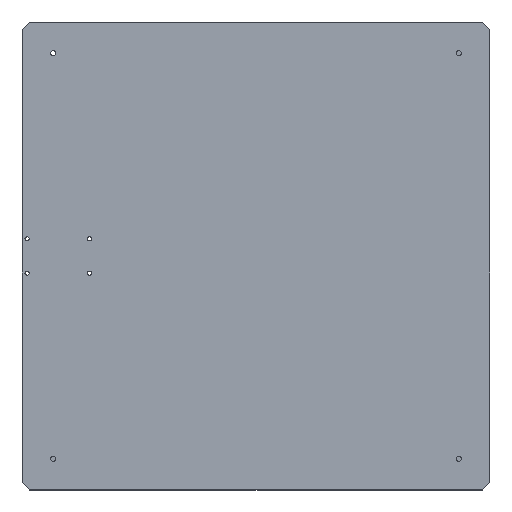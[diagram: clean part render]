
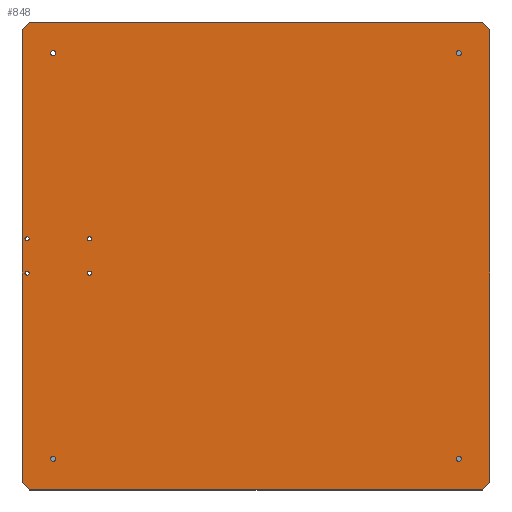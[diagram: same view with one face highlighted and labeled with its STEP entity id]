
A CAD part, top view. The second image highlights one B-rep face of the part: STEP entity #848.
In plain terms, the highlighted planar face has unit normal (0, 0, 1).
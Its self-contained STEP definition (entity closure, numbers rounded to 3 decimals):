
#87=FACE_BOUND('',#254,.T.);
#88=FACE_BOUND('',#255,.T.);
#89=FACE_BOUND('',#256,.T.);
#90=FACE_BOUND('',#257,.T.);
#91=FACE_BOUND('',#258,.T.);
#92=FACE_BOUND('',#259,.T.);
#93=FACE_BOUND('',#260,.T.);
#94=FACE_BOUND('',#261,.T.);
#95=FACE_BOUND('',#262,.T.);
#127=CIRCLE('',#916,1.621);
#128=CIRCLE('',#918,1.621);
#129=CIRCLE('',#920,1.621);
#130=CIRCLE('',#922,1.621);
#131=CIRCLE('',#924,1.35);
#132=CIRCLE('',#926,1.35);
#133=CIRCLE('',#928,1.35);
#134=CIRCLE('',#930,1.35);
#254=EDGE_LOOP('',(#688));
#255=EDGE_LOOP('',(#689));
#256=EDGE_LOOP('',(#690));
#257=EDGE_LOOP('',(#691));
#258=EDGE_LOOP('',(#692));
#259=EDGE_LOOP('',(#693));
#260=EDGE_LOOP('',(#694));
#261=EDGE_LOOP('',(#695,#696,#697,#698,#699,#700,#701,#702));
#262=EDGE_LOOP('',(#703));
#335=LINE('',#1344,#391);
#337=LINE('',#1372,#393);
#338=LINE('',#1374,#394);
#339=LINE('',#1376,#395);
#340=LINE('',#1378,#396);
#341=LINE('',#1380,#397);
#342=LINE('',#1382,#398);
#343=LINE('',#1383,#399);
#391=VECTOR('',#1077,290.);
#393=VECTOR('',#1113,7.071);
#394=VECTOR('',#1114,290.);
#395=VECTOR('',#1115,7.071);
#396=VECTOR('',#1116,290.);
#397=VECTOR('',#1117,7.071);
#398=VECTOR('',#1118,290.);
#399=VECTOR('',#1119,7.071);
#454=VERTEX_POINT('',#1341);
#455=VERTEX_POINT('',#1343);
#456=VERTEX_POINT('',#1347);
#457=VERTEX_POINT('',#1350);
#458=VERTEX_POINT('',#1353);
#459=VERTEX_POINT('',#1356);
#460=VERTEX_POINT('',#1359);
#461=VERTEX_POINT('',#1362);
#462=VERTEX_POINT('',#1365);
#463=VERTEX_POINT('',#1368);
#464=VERTEX_POINT('',#1371);
#465=VERTEX_POINT('',#1373);
#466=VERTEX_POINT('',#1375);
#467=VERTEX_POINT('',#1377);
#468=VERTEX_POINT('',#1379);
#469=VERTEX_POINT('',#1381);
#541=EDGE_CURVE('',#455,#454,#335,.T.);
#543=EDGE_CURVE('',#456,#456,#127,.T.);
#544=EDGE_CURVE('',#457,#457,#128,.T.);
#545=EDGE_CURVE('',#458,#458,#129,.T.);
#546=EDGE_CURVE('',#459,#459,#130,.T.);
#547=EDGE_CURVE('',#460,#460,#131,.T.);
#548=EDGE_CURVE('',#461,#461,#132,.T.);
#549=EDGE_CURVE('',#462,#462,#133,.T.);
#550=EDGE_CURVE('',#463,#463,#134,.T.);
#551=EDGE_CURVE('',#454,#464,#337,.T.);
#552=EDGE_CURVE('',#464,#465,#338,.T.);
#553=EDGE_CURVE('',#465,#466,#339,.T.);
#554=EDGE_CURVE('',#466,#467,#340,.T.);
#555=EDGE_CURVE('',#467,#468,#341,.T.);
#556=EDGE_CURVE('',#468,#469,#342,.T.);
#557=EDGE_CURVE('',#469,#455,#343,.T.);
#688=ORIENTED_EDGE('',*,*,#543,.T.);
#689=ORIENTED_EDGE('',*,*,#544,.T.);
#690=ORIENTED_EDGE('',*,*,#545,.T.);
#691=ORIENTED_EDGE('',*,*,#546,.T.);
#692=ORIENTED_EDGE('',*,*,#548,.T.);
#693=ORIENTED_EDGE('',*,*,#547,.T.);
#694=ORIENTED_EDGE('',*,*,#550,.T.);
#695=ORIENTED_EDGE('',*,*,#541,.T.);
#696=ORIENTED_EDGE('',*,*,#551,.T.);
#697=ORIENTED_EDGE('',*,*,#552,.T.);
#698=ORIENTED_EDGE('',*,*,#553,.T.);
#699=ORIENTED_EDGE('',*,*,#554,.T.);
#700=ORIENTED_EDGE('',*,*,#555,.T.);
#701=ORIENTED_EDGE('',*,*,#556,.T.);
#702=ORIENTED_EDGE('',*,*,#557,.T.);
#703=ORIENTED_EDGE('',*,*,#549,.T.);
#806=PLANE('',#931);
#848=ADVANCED_FACE('',(#87,#88,#89,#90,#91,#92,#93,#94,#95),#806,.T.);
#916=AXIS2_PLACEMENT_3D('',#1348,#1081,#1082);
#918=AXIS2_PLACEMENT_3D('',#1351,#1085,#1086);
#920=AXIS2_PLACEMENT_3D('',#1354,#1089,#1090);
#922=AXIS2_PLACEMENT_3D('',#1357,#1093,#1094);
#924=AXIS2_PLACEMENT_3D('',#1360,#1097,#1098);
#926=AXIS2_PLACEMENT_3D('',#1363,#1101,#1102);
#928=AXIS2_PLACEMENT_3D('',#1366,#1105,#1106);
#930=AXIS2_PLACEMENT_3D('',#1369,#1109,#1110);
#931=AXIS2_PLACEMENT_3D('',#1370,#1111,#1112);
#1077=DIRECTION('',(1.,0.,0.));
#1081=DIRECTION('center_axis',(0.,0.,-1.));
#1082=DIRECTION('ref_axis',(1.,0.,0.));
#1085=DIRECTION('center_axis',(0.,0.,-1.));
#1086=DIRECTION('ref_axis',(1.,0.,0.));
#1089=DIRECTION('center_axis',(0.,0.,-1.));
#1090=DIRECTION('ref_axis',(1.,0.,0.));
#1093=DIRECTION('center_axis',(0.,0.,-1.));
#1094=DIRECTION('ref_axis',(1.,0.,0.));
#1097=DIRECTION('center_axis',(0.,0.,-1.));
#1098=DIRECTION('ref_axis',(-1.,0.,0.));
#1101=DIRECTION('center_axis',(0.,0.,-1.));
#1102=DIRECTION('ref_axis',(-1.,0.,0.));
#1105=DIRECTION('center_axis',(0.,0.,-1.));
#1106=DIRECTION('ref_axis',(-1.,0.,0.));
#1109=DIRECTION('center_axis',(0.,0.,-1.));
#1110=DIRECTION('ref_axis',(-1.,0.,0.));
#1111=DIRECTION('center_axis',(0.,0.,1.));
#1112=DIRECTION('ref_axis',(-1.,0.,0.));
#1113=DIRECTION('',(0.707,0.707,0.));
#1114=DIRECTION('',(0.,1.,0.));
#1115=DIRECTION('',(-0.707,0.707,0.));
#1116=DIRECTION('',(-1.,0.,0.));
#1117=DIRECTION('',(-0.707,-0.707,0.));
#1118=DIRECTION('',(0.,-1.,0.));
#1119=DIRECTION('',(0.707,-0.707,0.));
#1341=CARTESIAN_POINT('',(145.,-150.,0.));
#1343=CARTESIAN_POINT('',(-145.,-150.,0.));
#1344=CARTESIAN_POINT('',(-145.,-150.,0.));
#1347=CARTESIAN_POINT('',(131.621,-130.,0.));
#1348=CARTESIAN_POINT('Origin',(130.,-130.,0.));
#1350=CARTESIAN_POINT('',(-128.379,130.,0.));
#1351=CARTESIAN_POINT('Origin',(-130.,130.,0.));
#1353=CARTESIAN_POINT('',(-128.379,-130.,0.));
#1354=CARTESIAN_POINT('Origin',(-130.,-130.,0.));
#1356=CARTESIAN_POINT('',(131.621,130.,0.));
#1357=CARTESIAN_POINT('Origin',(130.,130.,0.));
#1359=CARTESIAN_POINT('',(9.65,-106.75,0.));
#1360=CARTESIAN_POINT('Origin',(11.,-106.75,0.));
#1362=CARTESIAN_POINT('',(9.65,-146.75,0.));
#1363=CARTESIAN_POINT('Origin',(11.,-146.75,0.));
#1365=CARTESIAN_POINT('',(-12.35,-146.75,0.));
#1366=CARTESIAN_POINT('Origin',(-11.,-146.75,0.));
#1368=CARTESIAN_POINT('',(-12.35,-106.75,0.));
#1369=CARTESIAN_POINT('Origin',(-11.,-106.75,0.));
#1370=CARTESIAN_POINT('Origin',(0.,0.,0.));
#1371=CARTESIAN_POINT('',(150.,-145.,0.));
#1372=CARTESIAN_POINT('',(145.,-150.,0.));
#1373=CARTESIAN_POINT('',(150.,145.,0.));
#1374=CARTESIAN_POINT('',(150.,-145.,0.));
#1375=CARTESIAN_POINT('',(145.,150.,0.));
#1376=CARTESIAN_POINT('',(150.,145.,0.));
#1377=CARTESIAN_POINT('',(-145.,150.,0.));
#1378=CARTESIAN_POINT('',(145.,150.,0.));
#1379=CARTESIAN_POINT('',(-150.,145.,0.));
#1380=CARTESIAN_POINT('',(-145.,150.,0.));
#1381=CARTESIAN_POINT('',(-150.,-145.,0.));
#1382=CARTESIAN_POINT('',(-150.,145.,0.));
#1383=CARTESIAN_POINT('',(-150.,-145.,0.));
